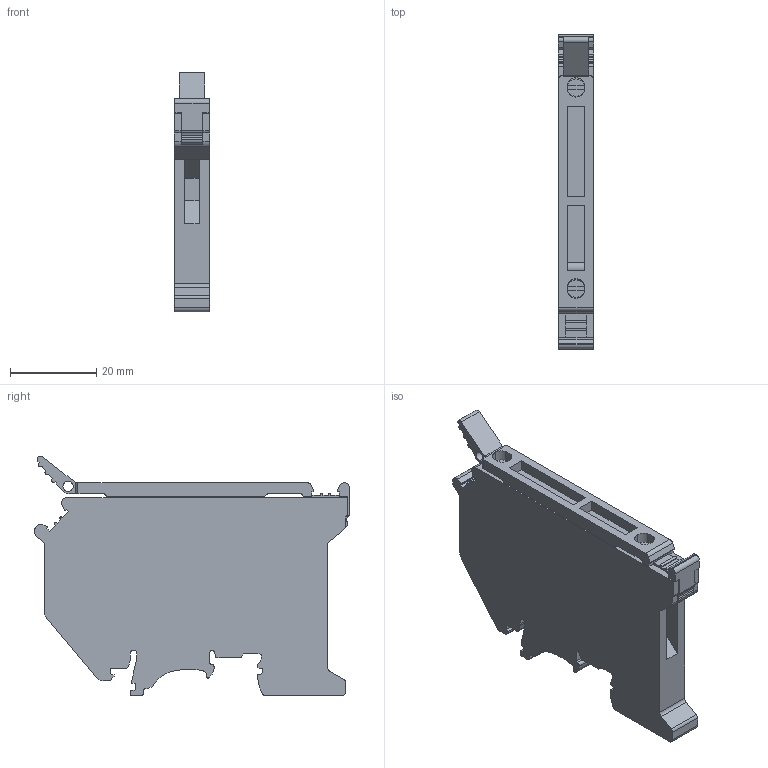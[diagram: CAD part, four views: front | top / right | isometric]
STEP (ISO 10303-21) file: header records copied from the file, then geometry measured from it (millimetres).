
FILE_DESCRIPTION(('STEP AP214'),'1');
FILE_NAME(' ',' ',('TraceParts'),('TraceParts S.A.'),'XStep 1.0',' ',' ');
FILE_SCHEMA(('automotive_design'));
Length unit declared in the file: millimetre
Products named in the file (1): NSYTRV42SF5N
Bounding box: 8.2 x 72.65 x 55.5 mm (x, y, z)
Volume: 22546.2 mm3; surface area: 9375 mm2
Topology: 1 solids, 1 shells, 250 faces, 730 edges, 485 vertices
Faces by surface type: plane 150, cylinder 100
Entity records: 8353 total; most frequent: CARTESIAN_POINT 1506, ORIENTED_EDGE 1460, DIRECTION 1428, EDGE_CURVE 730, LINE 518, VECTOR 518, VERTEX_POINT 485, AXIS2_PLACEMENT_3D 455
